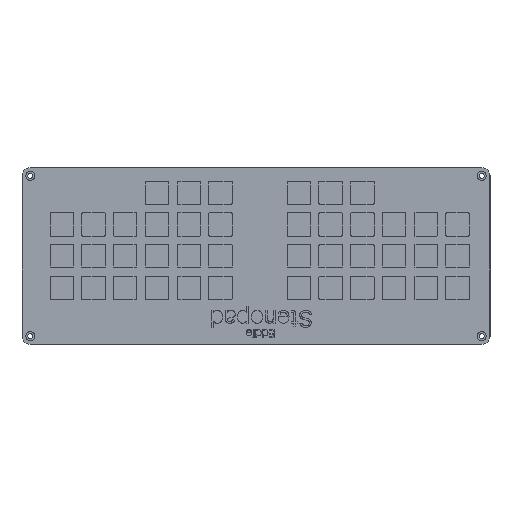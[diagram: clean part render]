
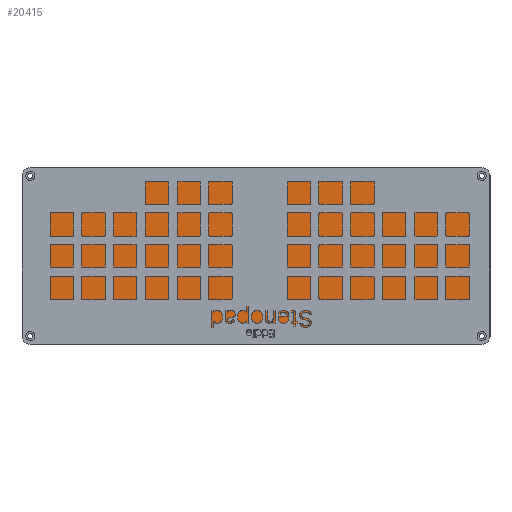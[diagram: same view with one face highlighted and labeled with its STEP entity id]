
A CAD part, top view. The second image highlights one B-rep face of the part: STEP entity #20415.
In plain terms, the highlighted planar face has unit normal (0, 0, 1).
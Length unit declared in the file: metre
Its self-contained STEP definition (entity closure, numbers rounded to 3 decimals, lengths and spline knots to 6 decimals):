
#1957=LINE('',#35872,#3668);
#1961=LINE('',#35880,#3672);
#1964=LINE('',#35886,#3675);
#1966=LINE('',#35889,#3677);
#3668=VECTOR('',#27036,1.);
#3672=VECTOR('',#27042,1.);
#3675=VECTOR('',#27047,1.);
#3677=VECTOR('',#27051,1.);
#4599=PLANE('',#22113);
#10621=ORIENTED_EDGE('',*,*,#13654,.F.);
#10622=ORIENTED_EDGE('',*,*,#13658,.T.);
#10623=ORIENTED_EDGE('',*,*,#13661,.T.);
#10624=ORIENTED_EDGE('',*,*,#13663,.F.);
#13654=EDGE_CURVE('',#15684,#15685,#1957,.T.);
#13658=EDGE_CURVE('',#15684,#15687,#1961,.T.);
#13661=EDGE_CURVE('',#15687,#15689,#1964,.T.);
#13663=EDGE_CURVE('',#15685,#15689,#1966,.T.);
#15684=VERTEX_POINT('',#35871);
#15685=VERTEX_POINT('',#35873);
#15687=VERTEX_POINT('',#35879);
#15689=VERTEX_POINT('',#35885);
#17719=EDGE_LOOP('',(#10621,#10622,#10623,#10624));
#18944=FACE_BOUND('',#17719,.T.);
#20415=ADVANCED_FACE('',(#18944),#4599,.T.);
#22113=AXIS2_PLACEMENT_3D('',#35890,#27052,#27053);
#27036=DIRECTION('',(1.,0.,0.));
#27042=DIRECTION('',(0.,-1.,0.));
#27047=DIRECTION('',(1.,0.,0.));
#27051=DIRECTION('',(0.,-1.,0.));
#27052=DIRECTION('',(0.,0.,1.));
#27053=DIRECTION('',(1.,0.,0.));
#35871=CARTESIAN_POINT('',(-0.199679,0.057055,0.003));
#35872=CARTESIAN_POINT('',(-0.069138,0.057055,0.003));
#35873=CARTESIAN_POINT('',(0.061402,0.057055,0.003));
#35879=CARTESIAN_POINT('',(-0.199679,-0.034195,0.003));
#35880=CARTESIAN_POINT('',(-0.199679,0.01143,0.003));
#35885=CARTESIAN_POINT('',(0.061402,-0.034195,0.003));
#35886=CARTESIAN_POINT('',(-0.069138,-0.034195,0.003));
#35889=CARTESIAN_POINT('',(0.061402,0.01143,0.003));
#35890=CARTESIAN_POINT('',(-0.069138,0.00893,0.003));
